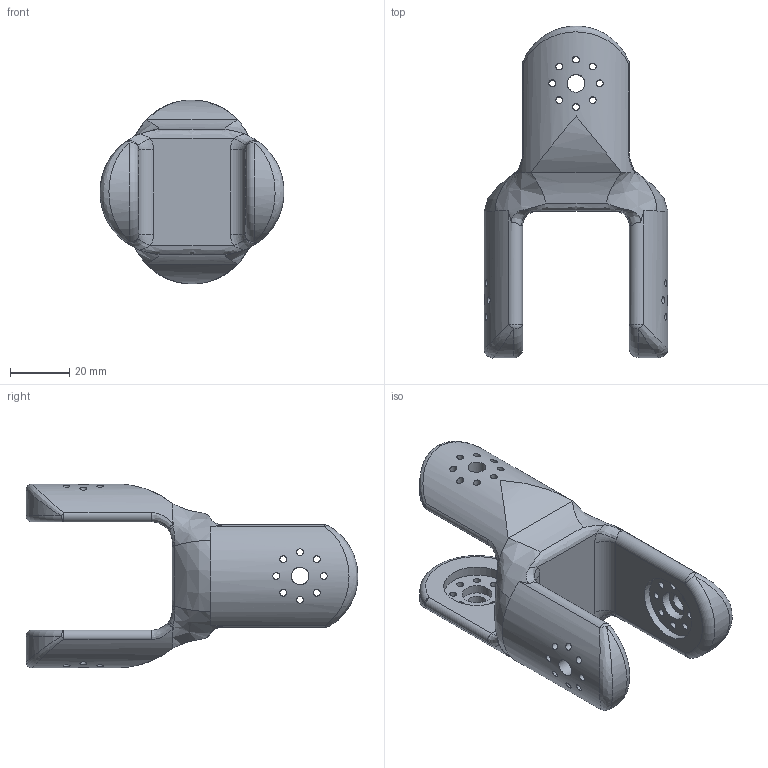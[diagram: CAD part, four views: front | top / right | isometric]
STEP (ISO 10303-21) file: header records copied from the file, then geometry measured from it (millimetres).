
FILE_DESCRIPTION(/* description */ (''),/* implementation_level */ '2;1');
FILE_NAME(/* name */ 'arm_4.stp',/* time_stamp */ '2025-09-20T03:03:36+09:00',/* author */ ('wlgns'),/* organization */ (''),/* preprocessor_version */ 'ST-DEVELOPER v20.1',/* originating_system */ 'Autodesk Inventor 2026',/* authorisation */ '');
FILE_SCHEMA (('AUTOMOTIVE_DESIGN { 1 0 10303 214 3 1 1 }'));
Length unit declared in the file: millimetre
Products named in the file (1): arm4
Bounding box: 62 x 111.83 x 62 mm (x, y, z)
Volume: 84468.5 mm3; surface area: 27967 mm2
Topology: 1 solids, 2 shells, 180 faces, 495 edges, 336 vertices
Faces by surface type: cylinder 81, bspline 48, plane 31, torus 10, sphere 10
Full cylindrical faces by diameter (mm): 2.3 x32, 3 x1, 6 x4, 10 x4, 22.4 x4
Entity records: 8674 total; most frequent: CARTESIAN_POINT 4325, ORIENTED_EDGE 942, DIRECTION 744, EDGE_CURVE 471, AXIS2_PLACEMENT_3D 311, VERTEX_POINT 305, EDGE_LOOP 266, FACE_OUTER_BOUND 180
